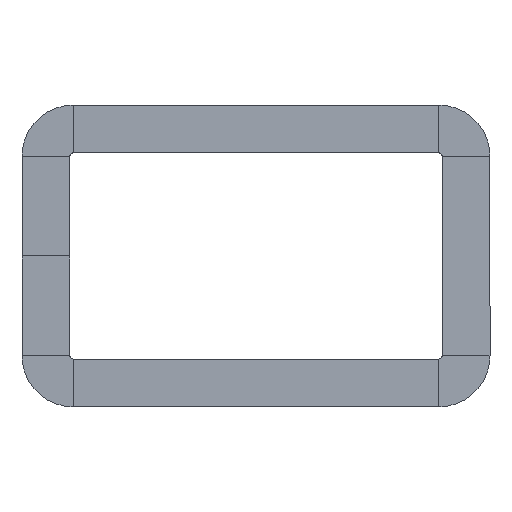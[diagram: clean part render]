
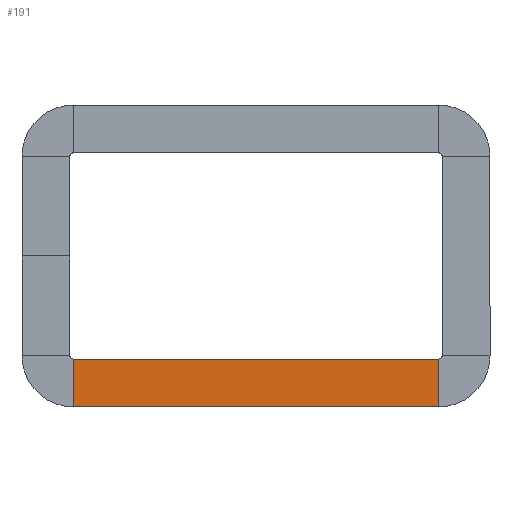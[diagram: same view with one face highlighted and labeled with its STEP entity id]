
A CAD part, top view. The second image highlights one B-rep face of the part: STEP entity #191.
In plain terms, the highlighted planar face has unit normal (0, 0, 1).
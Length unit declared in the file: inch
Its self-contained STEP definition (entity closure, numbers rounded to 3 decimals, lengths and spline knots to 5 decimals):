
#65 = VECTOR ( 'NONE', #399, 39.37008 ) ;
#78 = DIRECTION ( 'NONE',  ( 0., 1., 0. ) ) ;
#166 = VERTEX_POINT ( 'NONE', #604 ) ;
#191 = ADVANCED_FACE ( 'NONE', ( #299 ), #398, .F. ) ;
#245 = EDGE_CURVE ( 'NONE', #166, #1122, #1296, .T. ) ;
#299 = FACE_OUTER_BOUND ( 'NONE', #683, .T. ) ;
#313 = DIRECTION ( 'NONE',  ( 1., 0., 0. ) ) ;
#395 = CARTESIAN_POINT ( 'NONE',  ( -0.54118, -0.30512, 0. ) ) ;
#398 = PLANE ( 'NONE',  #1010 ) ;
#399 = DIRECTION ( 'NONE',  ( 1., 0., 0. ) ) ;
#422 = VECTOR ( 'NONE', #78, 39.37008 ) ;
#503 = CARTESIAN_POINT ( 'NONE',  ( 0.54118, -0.44685, 0. ) ) ;
#508 = CARTESIAN_POINT ( 'NONE',  ( 0.54118, -0.30512, 0. ) ) ;
#523 = ORIENTED_EDGE ( 'NONE', *, *, #1139, .F. ) ;
#602 = VECTOR ( 'NONE', #313, 39.37008 ) ;
#604 = CARTESIAN_POINT ( 'NONE',  ( -0.54118, -0.44685, 0. ) ) ;
#610 = CARTESIAN_POINT ( 'NONE',  ( -0.54118, -0.44685, 0. ) ) ;
#617 = DIRECTION ( 'NONE',  ( 0., 0., -1. ) ) ;
#620 = CARTESIAN_POINT ( 'NONE',  ( -0.54118, -0.30512, 0. ) ) ;
#654 = CARTESIAN_POINT ( 'NONE',  ( -0.54118, -0.30512, 0. ) ) ;
#683 = EDGE_LOOP ( 'NONE', ( #523, #780, #996, #1158 ) ) ;
#726 = LINE ( 'NONE', #1381, #422 ) ;
#768 = VECTOR ( 'NONE', #953, 39.37008 ) ;
#780 = ORIENTED_EDGE ( 'NONE', *, *, #245, .F. ) ;
#806 = LINE ( 'NONE', #610, #65 ) ;
#953 = DIRECTION ( 'NONE',  ( 0., 1., 0. ) ) ;
#996 = ORIENTED_EDGE ( 'NONE', *, *, #1367, .T. ) ;
#1010 = AXIS2_PLACEMENT_3D ( 'NONE', #1373, #617, #1160 ) ;
#1122 = VERTEX_POINT ( 'NONE', #620 ) ;
#1139 = EDGE_CURVE ( 'NONE', #1122, #1151, #1267, .T. ) ;
#1149 = EDGE_CURVE ( 'NONE', #1177, #1151, #726, .T. ) ;
#1151 = VERTEX_POINT ( 'NONE', #508 ) ;
#1158 = ORIENTED_EDGE ( 'NONE', *, *, #1149, .T. ) ;
#1160 = DIRECTION ( 'NONE',  ( -1., 0., 0. ) ) ;
#1177 = VERTEX_POINT ( 'NONE', #503 ) ;
#1267 = LINE ( 'NONE', #395, #602 ) ;
#1296 = LINE ( 'NONE', #654, #768 ) ;
#1367 = EDGE_CURVE ( 'NONE', #166, #1177, #806, .T. ) ;
#1373 = CARTESIAN_POINT ( 'NONE',  ( -0.54118, -0.30512, 0. ) ) ;
#1381 = CARTESIAN_POINT ( 'NONE',  ( 0.54118, -0.30512, 0. ) ) ;
